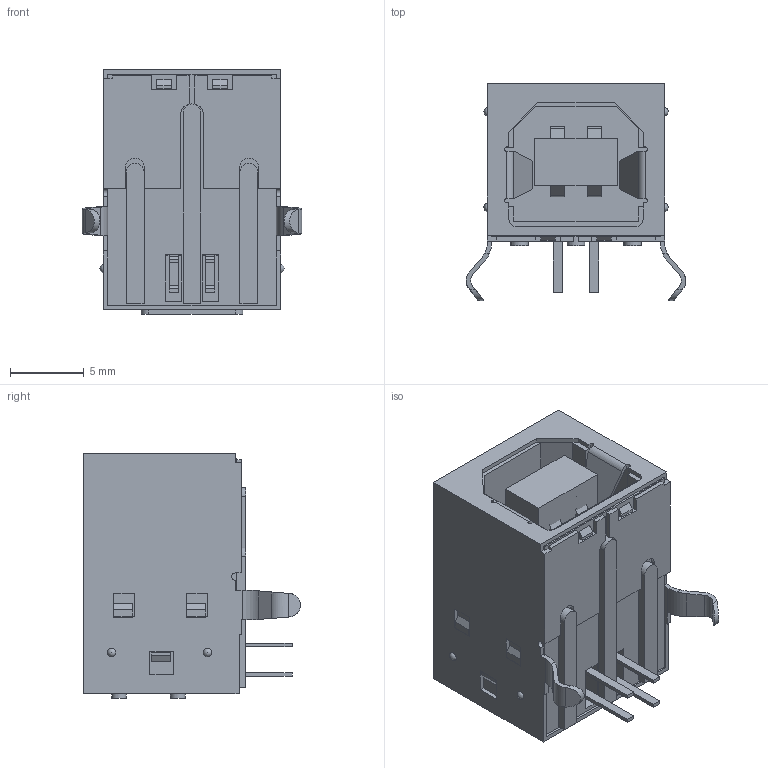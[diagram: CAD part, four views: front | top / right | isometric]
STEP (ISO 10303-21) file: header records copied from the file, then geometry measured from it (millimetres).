
FILE_DESCRIPTION(/* description */ ('STEP AP214'),/* implementation_level */ '2;1');
FILE_NAME(/* name */ 'USBR-B-S-F-O-TH',/* time_stamp */ '2024-04-11T16:48:22+02:00',/* author */ ('License CC BY-ND 4.0'),/* organization */ ('CADENAS'),/* preprocessor_version */ 'ST-DEVELOPER v19.3',/* originating_system */ 'PARTsolutions',/* authorisation */ ' ');
FILE_SCHEMA (('FEATURE_BASED_PROCESS_PLANNING','TECHNICAL_DATA_PACKAGING','AUTOMOTIVE_DESIGN {1 0 10303 214 3 1 1}'));
Length unit declared in the file: millimetre
Products named in the file (4): USBR-B-S-F-O-TH; USBR-B-S-TH_s; USBR-B-S-TH_b; USBR-B-S-TH_p
Assembly tree (3 placements, depth 2):
  USBR-B-S-F-O-TH
    USBR-B-S-TH_s
    USBR-B-S-TH_b
    USBR-B-S-TH_p
Bounding box: 14.9 x 14.72 x 16.6 mm (x, y, z)
Volume: 1574.3 mm3; surface area: 3414 mm2
Topology: 3 solids, 3 shells, 333 faces, 932 edges, 620 vertices
Faces by surface type: plane 278, cylinder 51, sphere 4
Entity records: 10635 total; most frequent: CARTESIAN_POINT 1869, ORIENTED_EDGE 1840, DIRECTION 1708, EDGE_CURVE 920, LINE 806, VECTOR 806, VERTEX_POINT 612, AXIS2_PLACEMENT_3D 451
